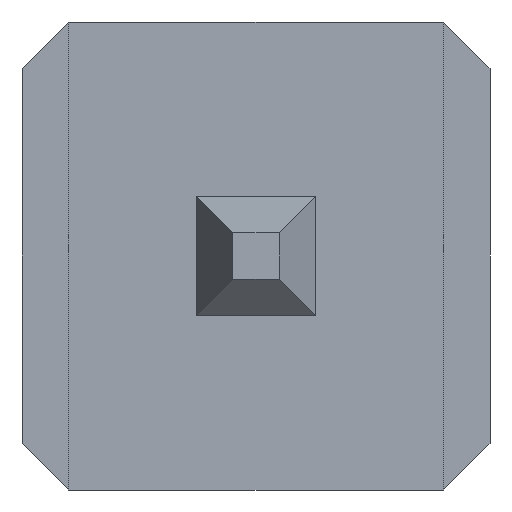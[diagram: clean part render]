
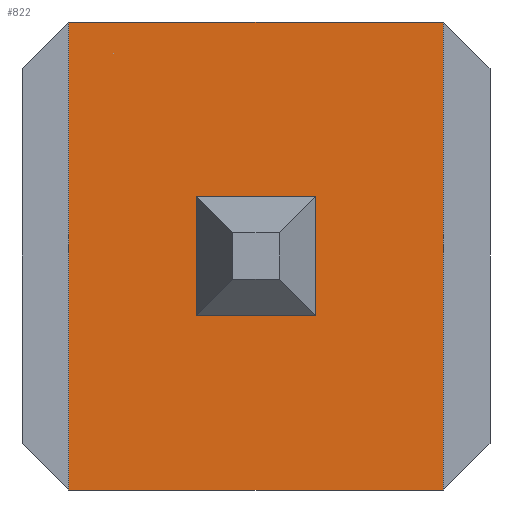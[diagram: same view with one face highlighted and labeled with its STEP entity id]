
A CAD part, front view. The second image highlights one B-rep face of the part: STEP entity #822.
In plain terms, the highlighted planar face has unit normal (0, -1, 0).
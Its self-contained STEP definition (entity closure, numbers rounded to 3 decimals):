
#72=DIRECTION('',(0.,0.,-1.));
#73=VECTOR('',#72,2.54);
#74=CARTESIAN_POINT('',(-1.016,0.254,1.27));
#75=LINE('',#74,#73);
#114=DIRECTION('',(-1.,0.,0.));
#115=VECTOR('',#114,2.032);
#116=CARTESIAN_POINT('',(1.016,0.254,-1.27));
#117=LINE('',#116,#115);
#128=DIRECTION('',(0.,0.,-1.));
#129=VECTOR('',#128,2.54);
#130=CARTESIAN_POINT('',(1.016,0.254,1.27));
#131=LINE('',#130,#129);
#135=DIRECTION('',(0.,0.,-1.));
#136=VECTOR('',#135,0.65);
#137=CARTESIAN_POINT('',(-0.325,0.254,0.325));
#138=LINE('',#137,#136);
#142=DIRECTION('',(1.,0.,0.));
#143=VECTOR('',#142,0.65);
#144=CARTESIAN_POINT('',(-0.325,0.254,-0.325));
#145=LINE('',#144,#143);
#149=DIRECTION('',(0.,0.,-1.));
#150=VECTOR('',#149,0.65);
#151=CARTESIAN_POINT('',(0.325,0.254,0.325));
#152=LINE('',#151,#150);
#156=DIRECTION('',(1.,0.,0.));
#157=VECTOR('',#156,0.65);
#158=CARTESIAN_POINT('',(-0.325,0.254,0.325));
#159=LINE('',#158,#157);
#163=DIRECTION('',(1.,0.,0.));
#164=VECTOR('',#163,2.032);
#165=CARTESIAN_POINT('',(-1.016,0.254,1.27));
#166=LINE('',#165,#164);
#552=CARTESIAN_POINT('',(-1.016,0.254,-1.27));
#553=VERTEX_POINT('',#552);
#554=CARTESIAN_POINT('',(-1.016,0.254,1.27));
#555=VERTEX_POINT('',#554);
#556=CARTESIAN_POINT('',(1.016,0.254,1.27));
#557=VERTEX_POINT('',#556);
#558=CARTESIAN_POINT('',(1.016,0.254,-1.27));
#559=VERTEX_POINT('',#558);
#568=CARTESIAN_POINT('',(-0.325,0.254,0.325));
#569=CARTESIAN_POINT('',(-0.325,0.254,-0.325));
#570=VERTEX_POINT('',#568);
#571=VERTEX_POINT('',#569);
#572=CARTESIAN_POINT('',(0.325,0.254,0.325));
#573=CARTESIAN_POINT('',(0.325,0.254,-0.325));
#574=VERTEX_POINT('',#572);
#575=VERTEX_POINT('',#573);
#799=CARTESIAN_POINT('',(1.016,0.254,1.27));
#800=DIRECTION('',(0.,1.,0.));
#801=DIRECTION('',(-1.,0.,0.));
#802=AXIS2_PLACEMENT_3D('',#799,#800,#801);
#803=PLANE('',#802);
#805=ORIENTED_EDGE('',*,*,#804,.T.);
#807=ORIENTED_EDGE('',*,*,#806,.T.);
#808=ORIENTED_EDGE('',*,*,#777,.T.);
#809=ORIENTED_EDGE('',*,*,#672,.F.);
#810=EDGE_LOOP('',(#805,#807,#808,#809));
#811=FACE_OUTER_BOUND('',#810,.F.);
#813=ORIENTED_EDGE('',*,*,#812,.T.);
#815=ORIENTED_EDGE('',*,*,#814,.T.);
#817=ORIENTED_EDGE('',*,*,#816,.F.);
#819=ORIENTED_EDGE('',*,*,#818,.F.);
#820=EDGE_LOOP('',(#813,#815,#817,#819));
#821=FACE_BOUND('',#820,.F.);
#822=ADVANCED_FACE('',(#811,#821),#803,.F.);
#672=EDGE_CURVE('',#555,#553,#75,.T.);
#777=EDGE_CURVE('',#559,#553,#117,.T.);
#804=EDGE_CURVE('',#555,#557,#166,.T.);
#806=EDGE_CURVE('',#557,#559,#131,.T.);
#812=EDGE_CURVE('',#570,#571,#138,.T.);
#814=EDGE_CURVE('',#571,#575,#145,.T.);
#816=EDGE_CURVE('',#574,#575,#152,.T.);
#818=EDGE_CURVE('',#570,#574,#159,.T.);
